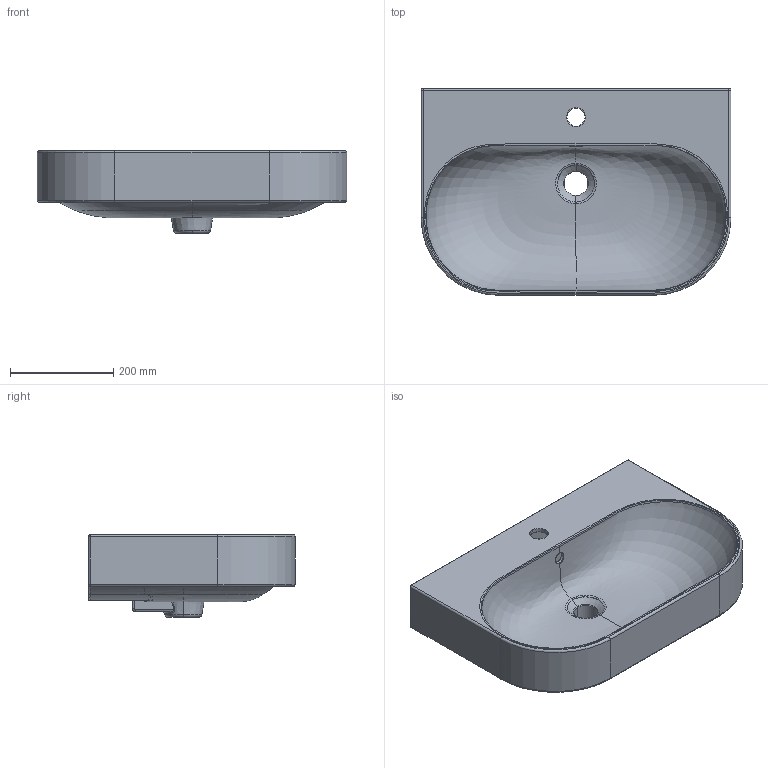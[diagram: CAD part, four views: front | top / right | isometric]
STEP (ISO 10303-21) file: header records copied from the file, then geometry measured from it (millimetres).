
FILE_DESCRIPTION((''),'2;1');
FILE_NAME('B174L','2019-12-06T14:49:36',('Administrator'),(''),'CREO PARAMETRIC BY PTC INC, 2018400','CREO PARAMETRIC BY PTC INC, 2018400','');
FILE_SCHEMA(('CONFIG_CONTROL_DESIGN'));
Products named in the file (1): B174L
Bounding box: 600 x 400 x 159.98 mm (x, y, z)
Volume: 11554692 mm3; surface area: 2517160.5 mm2
Topology: 1 solids, 3 shells, 563 faces, 1343 edges, 779 vertices
Faces by surface type: bspline 202, cylinder 182, plane 72, torus 64, cone 26, extrusion 7, revolution 6, sphere 4
Entity records: 43578 total; most frequent: CARTESIAN_POINT 32007, ORIENTED_EDGE 2658, DIRECTION 1989, EDGE_CURVE 1331, VERTEX_POINT 779, AXIS2_PLACEMENT_3D 775, EDGE_LOOP 584, FACE_OUTER_BOUND 563
